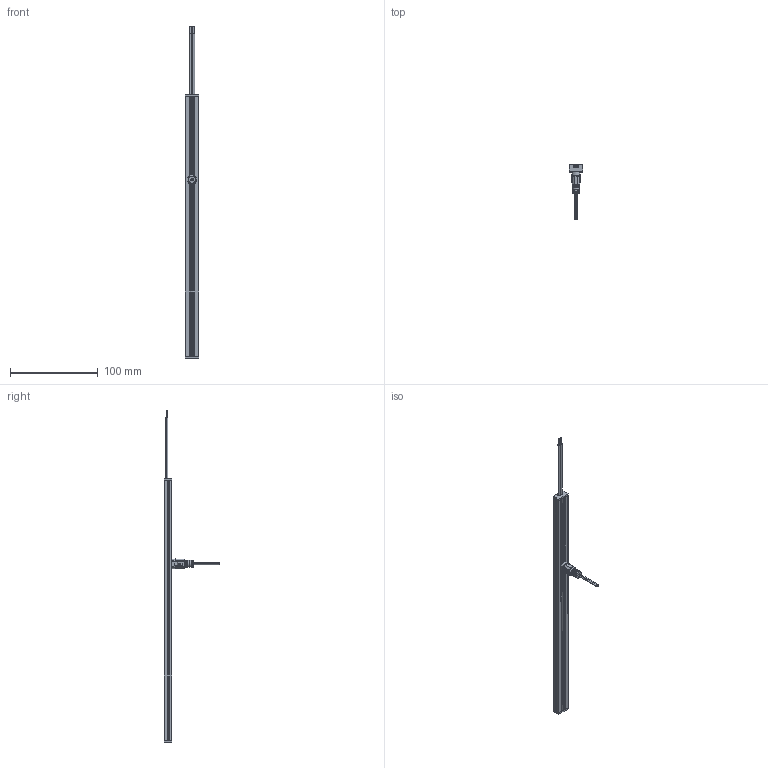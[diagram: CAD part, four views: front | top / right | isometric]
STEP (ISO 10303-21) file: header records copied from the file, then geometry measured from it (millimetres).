
FILE_DESCRIPTION (( 'STEP AP203' ), '1' );
FILE_NAME ('絳萇羞15.4X8.5.STEP', '2023-03-08T06:00:59', ( '' ), ( '' ), 'SwSTEP 2.0', 'SolidWorks 2018', '' );
FILE_SCHEMA (( 'CONFIG_CONTROL_DESIGN' ));
Length unit declared in the file: millimetre
Products named in the file (7): 黑芛1; 肣羞; 萇盄; 铜皮槽; 黑芛2; 脣芛-1; 絳萇羞15.4X8.5
Assembly tree (7 placements, depth 2):
  絳萇羞15.4X8.5
    铜皮槽
    肣羞  x2
    萇盄
    黑芛2
    黑芛1
    脣芛-1
Bounding box: 15.5 x 63.35 x 378 mm (x, y, z)
Volume: 21910.1 mm3; surface area: 55814.8 mm2
Topology: 9 solids, 9 shells, 504 faces, 1206 edges, 776 vertices
Faces by surface type: plane 268, cylinder 176, bspline 34, sphere 20, torus 4, cone 2
Entity records: 15395 total; most frequent: CARTESIAN_POINT 3674, ORIENTED_EDGE 2260, DIRECTION 2252, EDGE_CURVE 1130, AXIS2_PLACEMENT_3D 790, VERTEX_POINT 728, VECTOR 672, LINE 672
